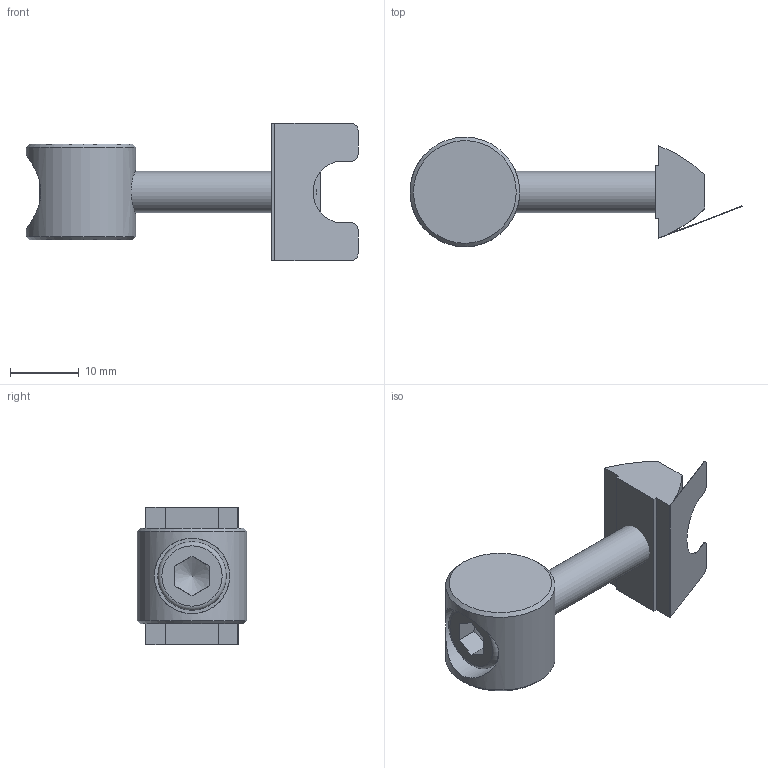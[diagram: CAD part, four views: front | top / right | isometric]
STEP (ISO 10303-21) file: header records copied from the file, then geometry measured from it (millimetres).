
FILE_DESCRIPTION(/* description */ ('Šroub DIN 912'),/* implementation_level */ '2;1');
FILE_NAME(/* name */ '311420.stp',/* time_stamp */ '2014-02-20T13:04:49+01:00',/* author */ ('VeronikaF'),/* organization */ (''),/* preprocessor_version */ 'ST-DEVELOPER v15.2',/* originating_system */ 'Autodesk Inventor 2014',/* authorisation */ '');
FILE_SCHEMA (('AUTOMOTIVE_DESIGN { 1 0 10303 214 3 1 1 }'));
Length unit declared in the file: millimetre
Products named in the file (4): 200635-1; 210462; 311420_001; 311420
Bounding box: 48.44 x 16 x 20 mm (x, y, z)
Volume: 4481 mm3; surface area: 3724 mm2
Topology: 3 solids, 3 shells, 47 faces, 115 edges, 75 vertices
Faces by surface type: plane 28, cylinder 13, cone 4, torus 2
Full cylindrical faces by diameter (mm): 4.917 x1, 6 x1, 6.5 x1, 10 x1, 11 x1, 16 x1
Entity records: 1428 total; most frequent: CARTESIAN_POINT 301, DIRECTION 227, ORIENTED_EDGE 196, EDGE_CURVE 98, AXIS2_PLACEMENT_3D 83, VERTEX_POINT 71, EDGE_LOOP 65, LINE 61
